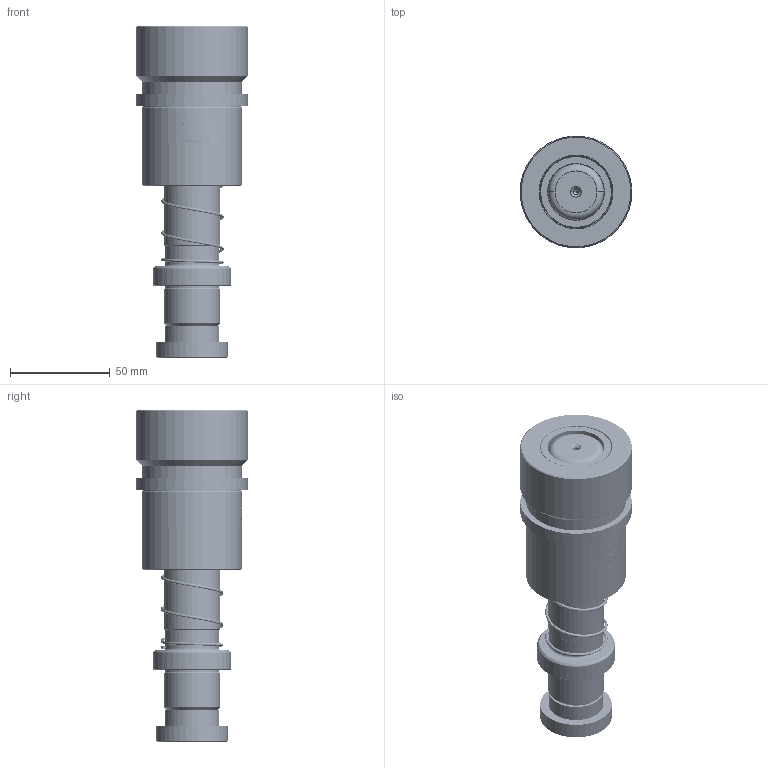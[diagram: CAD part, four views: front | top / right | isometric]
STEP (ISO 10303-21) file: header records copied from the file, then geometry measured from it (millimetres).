
FILE_DESCRIPTION (( 'STEP AP214' ), '1' );
FILE_NAME ('HTSH(HTJH)-D28-L130(BL-80).STEP', '2021-09-03T02:21:26', ( '' ), ( '' ), 'SwSTEP 2.0', 'SolidWorks 2016', '' );
FILE_SCHEMA (( 'AUTOMOTIVE_DESIGN' ));
Length unit declared in the file: millimetre
Products named in the file (267): BALL-D4; DRP蹟簽D28; TRB28-40-40; HTSH(HTJH)-D28-L130(BL-80); TRP-D28-L130; BSH-D35.5-28.5-L75郪蚾; HWP-D31.3-d28.5-L50; BSH-35.5-28.5-L75
Assembly tree (261 placements, depth 3):
  BALL-D4
  BALL-D4
  BALL-D4
  BALL-D4
  BALL-D4
Bounding box: 55.97 x 55.97 x 166.5 mm (x, y, z)
Volume: 219741.7 mm3; surface area: 86540 mm2
Topology: 257 solids, 257 shells, 1142 faces, 4911 edges, 3262 vertices
Faces by surface type: sphere 1008, cylinder 46, cone 34, plane 26, torus 14, bspline 14
Entity records: 52216 total; most frequent: CARTESIAN_POINT 30853, ORIENTED_EDGE 3756, DIRECTION 3212, EDGE_CURVE 1878, AXIS2_PLACEMENT_3D 1547, VERTEX_POINT 1234, EDGE_LOOP 1134, B_SPLINE_CURVE_WITH_KNOTS 1109
